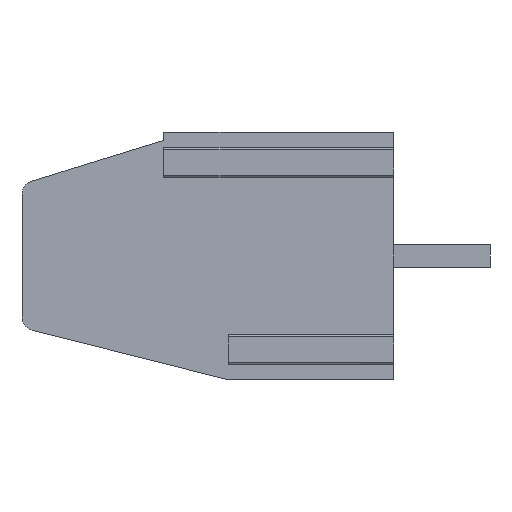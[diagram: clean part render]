
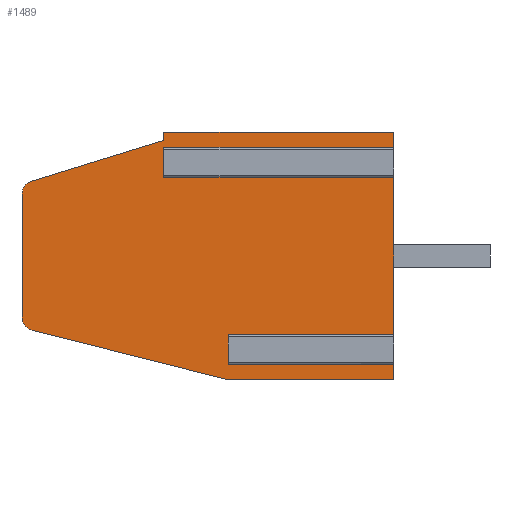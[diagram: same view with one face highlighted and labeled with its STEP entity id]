
A CAD part, left-side view. The second image highlights one B-rep face of the part: STEP entity #1489.
In plain terms, the highlighted planar face has unit normal (-1, 0, 0).
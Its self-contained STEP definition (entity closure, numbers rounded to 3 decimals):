
#1489=ADVANCED_FACE('',(#2574),#19014,.T.);
#2574=FACE_OUTER_BOUND('',#3762,.T.);
#3762=EDGE_LOOP('',(#9631,#9632,#9633,#9634,#9635,#9636,#9637,#9638,#9639,
#9640,#9641,#9642,#9643,#9644,#9645,#9646,#9647));
#9631=ORIENTED_EDGE('',*,*,#12811,.F.);
#9632=ORIENTED_EDGE('',*,*,#12813,.T.);
#9633=ORIENTED_EDGE('',*,*,#12747,.T.);
#9634=ORIENTED_EDGE('',*,*,#12814,.T.);
#9635=ORIENTED_EDGE('',*,*,#12810,.F.);
#9636=ORIENTED_EDGE('',*,*,#12815,.T.);
#9637=ORIENTED_EDGE('',*,*,#12816,.T.);
#9638=ORIENTED_EDGE('',*,*,#12765,.T.);
#9639=ORIENTED_EDGE('',*,*,#12769,.T.);
#9640=ORIENTED_EDGE('',*,*,#12788,.T.);
#9641=ORIENTED_EDGE('',*,*,#12792,.T.);
#9642=ORIENTED_EDGE('',*,*,#12795,.T.);
#9643=ORIENTED_EDGE('',*,*,#12809,.T.);
#9644=ORIENTED_EDGE('',*,*,#12812,.F.);
#9645=ORIENTED_EDGE('',*,*,#12817,.T.);
#9646=ORIENTED_EDGE('',*,*,#12807,.T.);
#9647=ORIENTED_EDGE('',*,*,#12818,.T.);
#12747=EDGE_CURVE('',#17938,#17939,#15875,.T.);
#12765=EDGE_CURVE('',#17954,#17955,#15889,.T.);
#12769=EDGE_CURVE('',#17955,#17957,#13444,.T.);
#12788=EDGE_CURVE('',#17957,#17974,#15904,.T.);
#12792=EDGE_CURVE('',#17974,#17977,#13453,.T.);
#12795=EDGE_CURVE('',#17977,#17978,#15908,.T.);
#12807=EDGE_CURVE('',#17988,#17989,#15918,.T.);
#12809=EDGE_CURVE('',#17978,#17990,#15919,.T.);
#12810=EDGE_CURVE('',#17991,#17992,#15920,.T.);
#12811=EDGE_CURVE('',#17993,#17994,#15921,.T.);
#12812=EDGE_CURVE('',#17995,#17990,#15922,.T.);
#12813=EDGE_CURVE('',#17993,#17938,#15923,.T.);
#12814=EDGE_CURVE('',#17939,#17992,#15924,.T.);
#12815=EDGE_CURVE('',#17991,#17996,#15925,.T.);
#12816=EDGE_CURVE('',#17996,#17954,#15926,.T.);
#12817=EDGE_CURVE('',#17995,#17988,#15927,.T.);
#12818=EDGE_CURVE('',#17989,#17994,#15928,.T.);
#13444=(
BOUNDED_CURVE()
B_SPLINE_CURVE(2,(#46624,#46625,#46626),.UNSPECIFIED.,.F.,.F.)
B_SPLINE_CURVE_WITH_KNOTS((3,3),(-0.635,0.),.UNSPECIFIED.)
CURVE()
GEOMETRIC_REPRESENTATION_ITEM()
RATIONAL_B_SPLINE_CURVE((1.,0.805,1.))
REPRESENTATION_ITEM('')
);
#13453=(
BOUNDED_CURVE()
B_SPLINE_CURVE(2,(#46683,#46684,#46685),.UNSPECIFIED.,.F.,.F.)
B_SPLINE_CURVE_WITH_KNOTS((3,3),(-0.661,0.),.UNSPECIFIED.)
CURVE()
GEOMETRIC_REPRESENTATION_ITEM()
RATIONAL_B_SPLINE_CURVE((1.,0.789,1.))
REPRESENTATION_ITEM('')
);
#15875=B_SPLINE_CURVE_WITH_KNOTS('',1,(#46568,#46569),.UNSPECIFIED.,.F.,
 .F.,(2,2),(-0.738,0.),.UNSPECIFIED.);
#15889=B_SPLINE_CURVE_WITH_KNOTS('',1,(#46616,#46617),.UNSPECIFIED.,.F.,
 .F.,(2,2),(0.,5.022),.UNSPECIFIED.);
#15904=B_SPLINE_CURVE_WITH_KNOTS('',1,(#46672,#46673),.UNSPECIFIED.,.F.,
 .F.,(2,2),(-4.45,0.),.UNSPECIFIED.);
#15908=B_SPLINE_CURVE_WITH_KNOTS('',1,(#46691,#46692),.UNSPECIFIED.,.F.,
 .F.,(2,2),(0.,7.347),.UNSPECIFIED.);
#15918=B_SPLINE_CURVE_WITH_KNOTS('',1,(#46721,#46722),.UNSPECIFIED.,.F.,
 .F.,(2,2),(-0.738,0.),.UNSPECIFIED.);
#15919=B_SPLINE_CURVE_WITH_KNOTS('',1,(#46728,#46729),.UNSPECIFIED.,.F.,
 .F.,(2,2),(0.,6.),.UNSPECIFIED.);
#15920=B_SPLINE_CURVE_WITH_KNOTS('',1,(#46730,#46731),.UNSPECIFIED.,.F.,
 .F.,(2,2),(-0.731,0.),.UNSPECIFIED.);
#15921=B_SPLINE_CURVE_WITH_KNOTS('',1,(#46732,#46733),.UNSPECIFIED.,.F.,
 .F.,(2,2),(-6.062,0.),.UNSPECIFIED.);
#15922=B_SPLINE_CURVE_WITH_KNOTS('',1,(#46734,#46735),.UNSPECIFIED.,.F.,
 .F.,(2,2),(-0.731,0.),.UNSPECIFIED.);
#15923=B_SPLINE_CURVE_WITH_KNOTS('',1,(#46736,#46737),.UNSPECIFIED.,.F.,
 .F.,(2,2),(-8.35,0.),.UNSPECIFIED.);
#15924=B_SPLINE_CURVE_WITH_KNOTS('',1,(#46738,#46739),.UNSPECIFIED.,.F.,
 .F.,(2,2),(0.,8.35),.UNSPECIFIED.);
#15925=B_SPLINE_CURVE_WITH_KNOTS('',1,(#46740,#46741),.UNSPECIFIED.,.F.,
 .F.,(2,2),(-8.35,0.),.UNSPECIFIED.);
#15926=B_SPLINE_CURVE_WITH_KNOTS('',1,(#46742,#46743),.UNSPECIFIED.,.F.,
 .F.,(2,2),(0.,0.3),.UNSPECIFIED.);
#15927=B_SPLINE_CURVE_WITH_KNOTS('',1,(#46744,#46745),.UNSPECIFIED.,.F.,
 .F.,(2,2),(-6.,0.),.UNSPECIFIED.);
#15928=B_SPLINE_CURVE_WITH_KNOTS('',1,(#46746,#46747),.UNSPECIFIED.,.F.,
 .F.,(2,2),(0.,6.),.UNSPECIFIED.);
#17938=VERTEX_POINT('',#46482);
#17939=VERTEX_POINT('',#46483);
#17954=VERTEX_POINT('',#46498);
#17955=VERTEX_POINT('',#46499);
#17957=VERTEX_POINT('',#46501);
#17974=VERTEX_POINT('',#46518);
#17977=VERTEX_POINT('',#46521);
#17978=VERTEX_POINT('',#46522);
#17988=VERTEX_POINT('',#46532);
#17989=VERTEX_POINT('',#46533);
#17990=VERTEX_POINT('',#46534);
#17991=VERTEX_POINT('',#46535);
#17992=VERTEX_POINT('',#46536);
#17993=VERTEX_POINT('',#46537);
#17994=VERTEX_POINT('',#46538);
#17995=VERTEX_POINT('',#46539);
#17996=VERTEX_POINT('',#46540);
#19014=PLANE('',#19762);
#19762=AXIS2_PLACEMENT_3D('',#46273,#20409,$);
#20409=DIRECTION('',(-1.,0.,0.));
#46273=CARTESIAN_POINT('',(-2.54,-1.351,-5.401));
#46482=CARTESIAN_POINT('',(-2.54,8.35,3.031));
#46483=CARTESIAN_POINT('',(-2.54,8.35,3.769));
#46498=CARTESIAN_POINT('',(-2.54,8.35,4.2));
#46499=CARTESIAN_POINT('',(-2.54,13.148,2.715));
#46501=CARTESIAN_POINT('',(-2.54,13.5,2.237));
#46518=CARTESIAN_POINT('',(-2.54,13.5,-2.213));
#46521=CARTESIAN_POINT('',(-2.54,13.123,-2.698));
#46522=CARTESIAN_POINT('',(-2.54,6.,-4.5));
#46532=CARTESIAN_POINT('',(-2.54,6.,-3.769));
#46533=CARTESIAN_POINT('',(-2.54,6.,-3.031));
#46534=CARTESIAN_POINT('',(-2.54,0.,-4.5));
#46535=CARTESIAN_POINT('',(-2.54,0.,4.5));
#46536=CARTESIAN_POINT('',(-2.54,0.,3.769));
#46537=CARTESIAN_POINT('',(-2.54,0.,3.031));
#46538=CARTESIAN_POINT('',(-2.54,0.,-3.031));
#46539=CARTESIAN_POINT('',(-2.54,0.,-3.769));
#46540=CARTESIAN_POINT('',(-2.54,8.35,4.5));
#46568=CARTESIAN_POINT('',(-2.54,8.35,3.031));
#46569=CARTESIAN_POINT('',(-2.54,8.35,3.769));
#46616=CARTESIAN_POINT('',(-2.54,8.35,4.2));
#46617=CARTESIAN_POINT('',(-2.54,13.148,2.715));
#46624=CARTESIAN_POINT('',(-2.54,13.148,2.715));
#46625=CARTESIAN_POINT('',(-2.54,13.5,2.606));
#46626=CARTESIAN_POINT('',(-2.54,13.5,2.237));
#46672=CARTESIAN_POINT('',(-2.54,13.5,2.237));
#46673=CARTESIAN_POINT('',(-2.54,13.5,-2.213));
#46683=CARTESIAN_POINT('',(-2.54,13.5,-2.213));
#46684=CARTESIAN_POINT('',(-2.54,13.5,-2.602));
#46685=CARTESIAN_POINT('',(-2.54,13.123,-2.698));
#46691=CARTESIAN_POINT('',(-2.54,13.123,-2.698));
#46692=CARTESIAN_POINT('',(-2.54,6.,-4.5));
#46721=CARTESIAN_POINT('',(-2.54,6.,-3.769));
#46722=CARTESIAN_POINT('',(-2.54,6.,-3.031));
#46728=CARTESIAN_POINT('',(-2.54,6.,-4.5));
#46729=CARTESIAN_POINT('',(-2.54,0.,-4.5));
#46730=CARTESIAN_POINT('',(-2.54,0.,4.5));
#46731=CARTESIAN_POINT('',(-2.54,0.,3.769));
#46732=CARTESIAN_POINT('',(-2.54,0.,3.031));
#46733=CARTESIAN_POINT('',(-2.54,0.,-3.031));
#46734=CARTESIAN_POINT('',(-2.54,0.,-3.769));
#46735=CARTESIAN_POINT('',(-2.54,0.,-4.5));
#46736=CARTESIAN_POINT('',(-2.54,0.,3.031));
#46737=CARTESIAN_POINT('',(-2.54,8.35,3.031));
#46738=CARTESIAN_POINT('',(-2.54,8.35,3.769));
#46739=CARTESIAN_POINT('',(-2.54,0.,3.769));
#46740=CARTESIAN_POINT('',(-2.54,0.,4.5));
#46741=CARTESIAN_POINT('',(-2.54,8.35,4.5));
#46742=CARTESIAN_POINT('',(-2.54,8.35,4.5));
#46743=CARTESIAN_POINT('',(-2.54,8.35,4.2));
#46744=CARTESIAN_POINT('',(-2.54,0.,-3.769));
#46745=CARTESIAN_POINT('',(-2.54,6.,-3.769));
#46746=CARTESIAN_POINT('',(-2.54,6.,-3.031));
#46747=CARTESIAN_POINT('',(-2.54,0.,-3.031));
